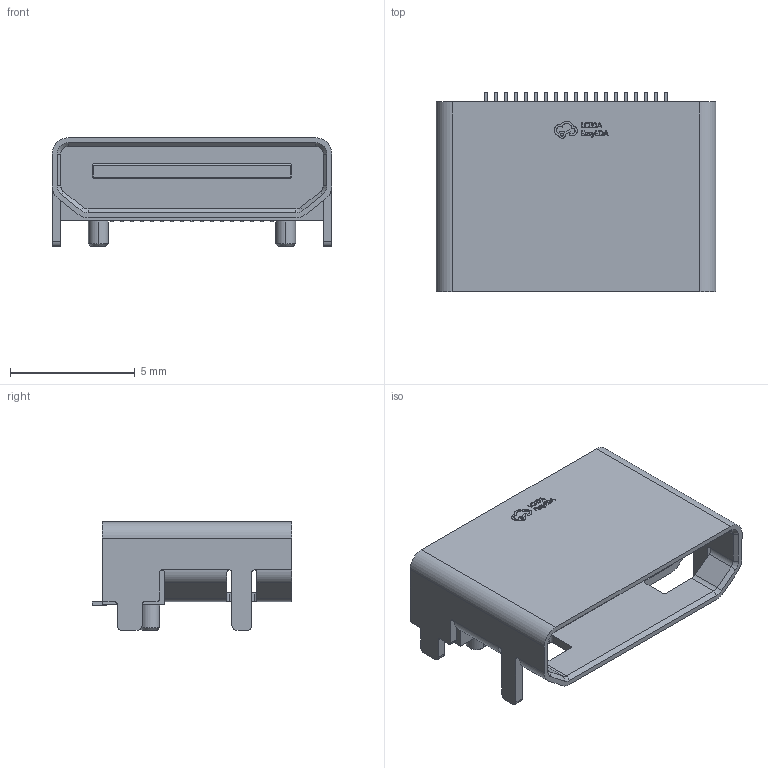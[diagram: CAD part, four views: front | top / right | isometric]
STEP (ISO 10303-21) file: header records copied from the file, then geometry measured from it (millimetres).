
FILE_DESCRIPTION (( 'STEP AP214' ), '1' );
FILE_NAME ('HDMI-SMD_19P-P0.40-H-F_HDMI-519.step', '2022-06-24T03:55:25', ( '' ), ( '' ), 'SwSTEP 2.0', 'SolidWorks 2020', '' );
FILE_SCHEMA (( 'AUTOMOTIVE_DESIGN' ));
Length unit declared in the file: millimetre
Products named in the file (1): HDMI-SMD_19P-P0.40-H-F_HDMI-519
Bounding box: 11.2 x 8 x 4.36 mm (x, y, z)
Volume: 147.1 mm3; surface area: 585.7 mm2
Topology: 2 solids, 2 shells, 674 faces, 1853 edges, 1226 vertices
Faces by surface type: plane 418, cylinder 134, bspline 112, cone 10
Entity records: 29489 total; most frequent: CARTESIAN_POINT 6038, ORIENTED_EDGE 3706, DIRECTION 3005, EDGE_CURVE 1853, LINE 1347, VECTOR 1347, VERTEX_POINT 1226, AXIS2_PLACEMENT_3D 829
